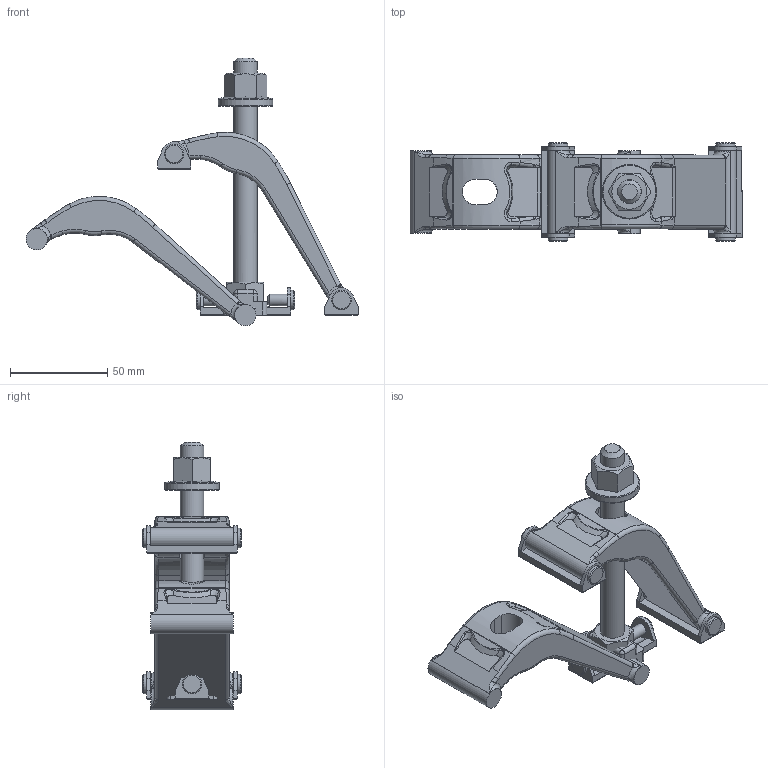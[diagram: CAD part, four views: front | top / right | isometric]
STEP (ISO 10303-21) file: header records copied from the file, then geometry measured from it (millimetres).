
FILE_DESCRIPTION( ( 'Unknown' ), '1' );
FILE_NAME( 'CP19-12125.stp', 'Unknown', ( 'Unknown' ), ( 'Unknown' ), 'XStep 1.0', 'Unknown', ' ' );
FILE_SCHEMA( ( 'CONFIG_CONTROL_DESIGN' ) );
Length unit declared in the file: millimetre
Products named in the file (5): Assem1; 1; 2; 3; 4
Bounding box: 170.42 x 50.5 x 137.5 mm (x, y, z)
Volume: 190135.9 mm3; surface area: 58332.6 mm2
Topology: 9 solids, 9 shells, 400 faces, 1012 edges, 610 vertices
Faces by surface type: plane 121, cylinder 117, bspline 88, torus 44, cone 22, sphere 8
Full cylindrical faces by diameter (mm): 6 x6, 10 x6, 10.25 x2, 11 x4, 12 x2, 28 x2
Entity records: 10063 total; most frequent: CARTESIAN_POINT 5962, ORIENTED_EDGE 838, DIRECTION 734, EDGE_CURVE 419, AXIS2_PLACEMENT_3D 300, VERTEX_POINT 269, EDGE_LOOP 212, FACE_OUTER_BOUND 194
